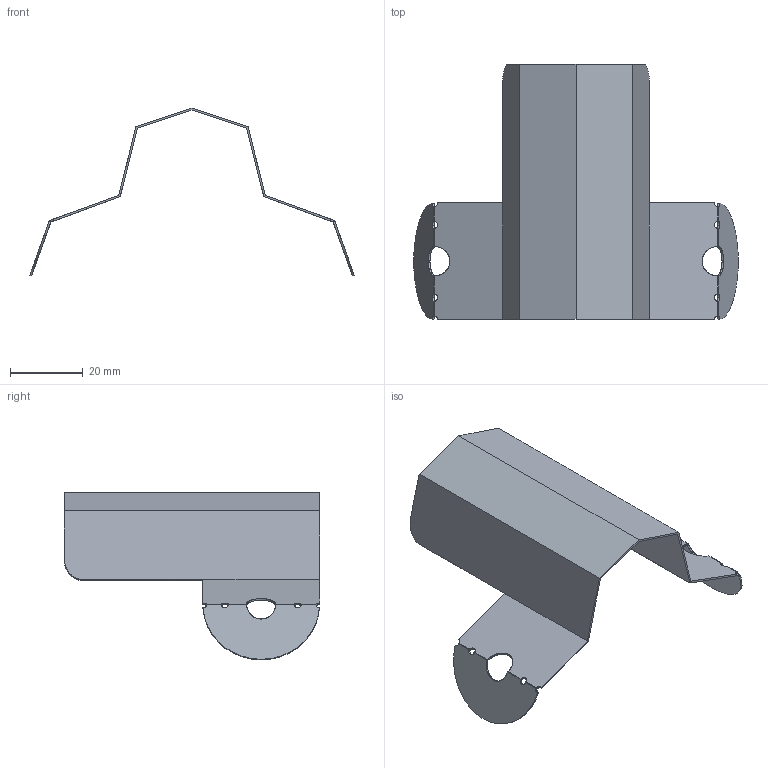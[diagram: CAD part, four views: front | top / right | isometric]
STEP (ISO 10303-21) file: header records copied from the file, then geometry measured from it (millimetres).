
FILE_DESCRIPTION(/* description */ ('VariCAD 2021-1.02 AP-214'),/* implementation_level */ '2;1');
FILE_NAME(/* name */ 'part-57_CoffeeCatcher_laser.stp',/* time_stamp */ '2022-06-12T18:21:31+02:00',/* author */ (''),/* organization */ (''),/* preprocessor_version */ 'VariCAD 2021-1.02',/* originating_system */ 'VariCAD 2021-1.02; kernel version (20180118)',/* authorisation */ '');
FILE_SCHEMA(('AUTOMOTIVE_DESIGN'));
Length unit declared in the file: millimetre
Products named in the file (2): part-57_CoffeeCatcher_laser
Assembly tree (1 placements, depth 2):
  part-57_CoffeeCatcher_laser
    (unnamed)
Bounding box: 89.08 x 70 x 46.06 mm (x, y, z)
Volume: 3453.3 mm3; surface area: 14081.9 mm2
Topology: 1 solids, 1 shells, 428 faces, 1310 edges, 872 vertices
Faces by surface type: plane 408, cylinder 20
Entity records: 14582 total; most frequent: CARTESIAN_POINT 2840, ORIENTED_EDGE 2620, DIRECTION 2170, EDGE_CURVE 1310, LINE 1234, VECTOR 1234, VERTEX_POINT 872, AXIS2_PLACEMENT_3D 468
